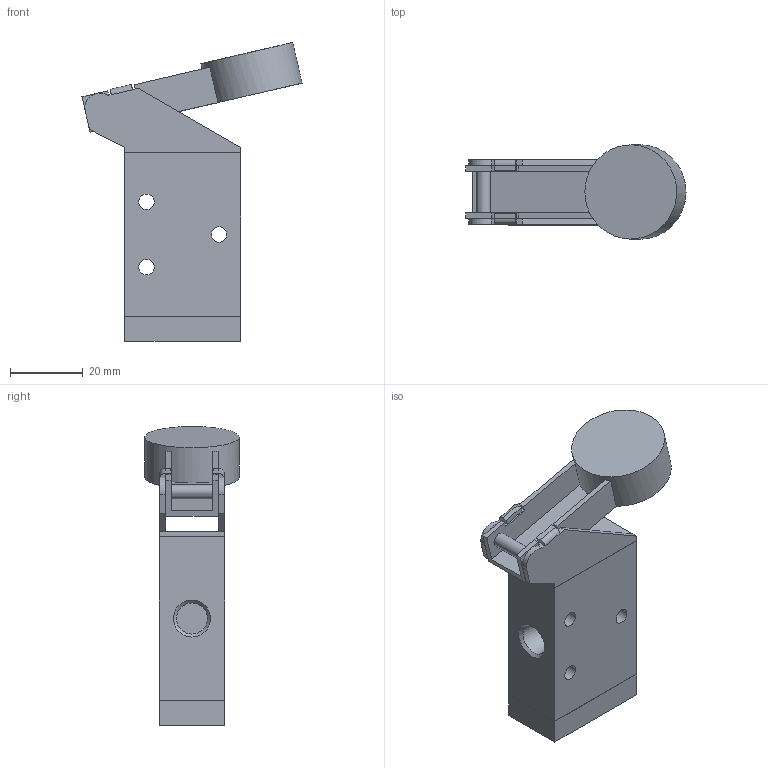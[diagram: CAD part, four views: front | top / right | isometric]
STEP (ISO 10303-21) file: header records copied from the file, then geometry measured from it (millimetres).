
FILE_DESCRIPTION((''),'2;1');
FILE_NAME('228_32_2_6-#.stp','2006-12-19T11:37:56',('rivolro1'),(''),'Autodesk Inventor 11','Autodesk Inventor 11','');
FILE_SCHEMA(('AUTOMOTIVE_DESIGN { 1 0 10303 214 1 1 1 1 }'));
Length unit declared in the file: millimetre
Products named in the file (3): 228_32_2_6-#; 228_32_2_6-#(A); 228_32_2_6-#(B)
Assembly tree (2 placements, depth 2):
  228_32_2_6-#
    228_32_2_6-#(A)
    228_32_2_6-#(B)
Bounding box: 60.71 x 25.99 x 82.45 mm (x, y, z)
Volume: 37599.7 mm3; surface area: 15339.7 mm2
Topology: 3 solids, 3 shells, 85 faces, 196 edges, 125 vertices
Faces by surface type: plane 58, bspline 17, cylinder 10
Full cylindrical faces by diameter (mm): 4 x1, 4.25 x3, 26 x1
Entity records: 2518 total; most frequent: CARTESIAN_POINT 585, DIRECTION 366, ORIENTED_EDGE 360, EDGE_CURVE 180, VECTOR 140, LINE 140, VERTEX_POINT 124, EDGE_LOOP 116
